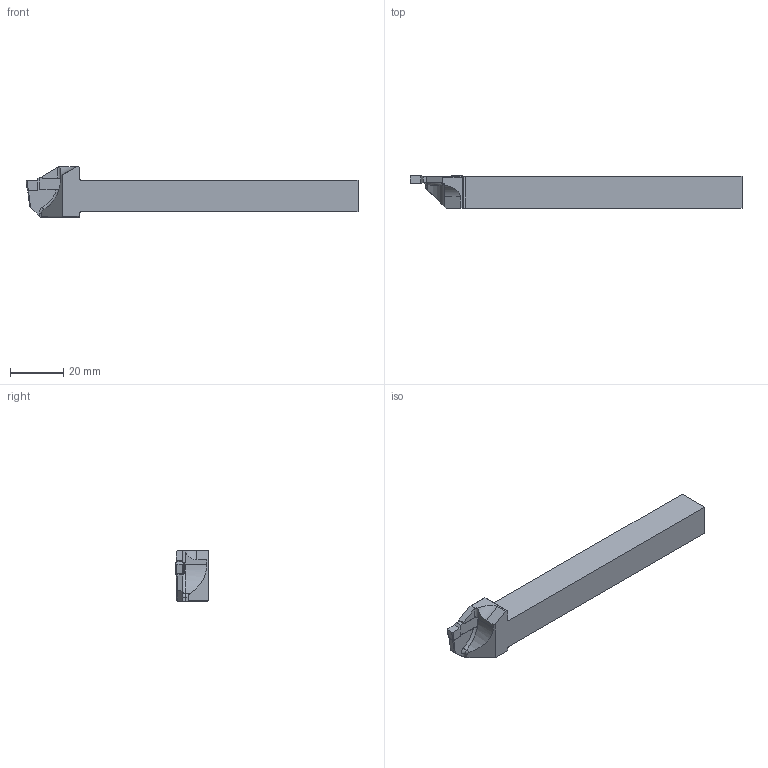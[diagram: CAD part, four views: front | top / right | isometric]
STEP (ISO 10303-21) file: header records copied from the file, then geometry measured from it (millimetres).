
FILE_DESCRIPTION(/* description */ (''),/* implementation_level */ '2;1');
FILE_NAME(/* name */ 'ADKT-KG-L-1212-3-R12-K-S.stp',/* time_stamp */ '2023-10-18T20:07:19+03:00',/* author */ (''),/* organization */ (''),/* preprocessor_version */ 'ST-DEVELOPER v19.4',/* originating_system */ 'SIEMENS PLM Software NX2306.3001',/* authorisation */ '');
FILE_SCHEMA (('AUTOMOTIVE_DESIGN { 1 0 10303 214 3 1 1 1 }'));
Length unit declared in the file: millimetre
Products named in the file (1): ADKT-KG-R-1212-3-R12-K-S_objects
Bounding box: 125 x 12.3 x 19 mm (x, y, z)
Volume: 17339.8 mm3; surface area: 6583.8 mm2
Topology: 2 solids, 2 shells, 69 faces, 180 edges, 115 vertices
Faces by surface type: plane 51, cylinder 16, torus 2
Entity records: 2141 total; most frequent: CARTESIAN_POINT 383, ORIENTED_EDGE 360, DIRECTION 354, EDGE_CURVE 180, LINE 142, VECTOR 142, VERTEX_POINT 115, AXIS2_PLACEMENT_3D 106
